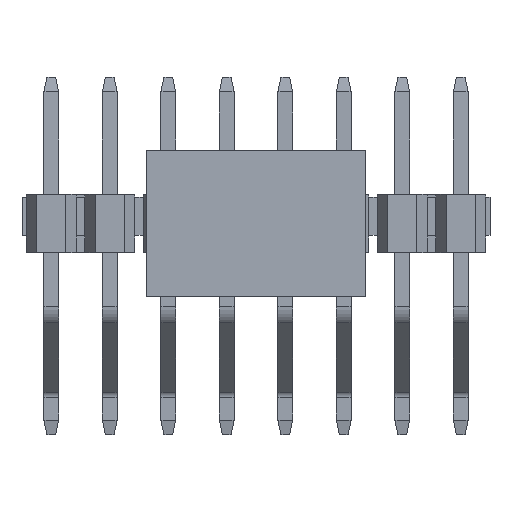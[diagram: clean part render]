
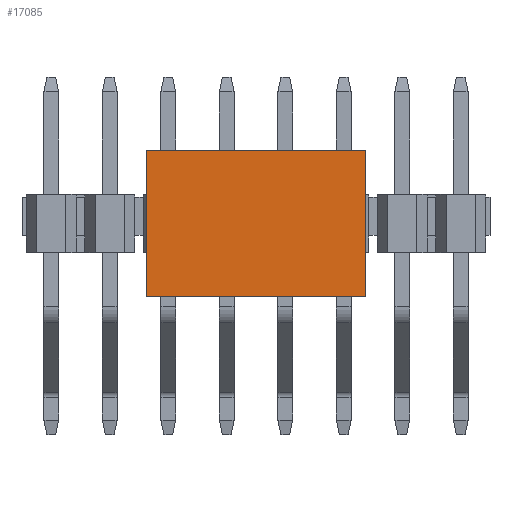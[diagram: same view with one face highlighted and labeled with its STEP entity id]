
A CAD part, top view. The second image highlights one B-rep face of the part: STEP entity #17085.
In plain terms, the highlighted planar face has unit normal (0, 0, 1).
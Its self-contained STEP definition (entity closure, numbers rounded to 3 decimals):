
#2040=ORIENTED_EDGE('',*,*,#4778,.T.);
#2041=ORIENTED_EDGE('',*,*,#4802,.F.);
#2042=ORIENTED_EDGE('',*,*,#4784,.F.);
#2043=ORIENTED_EDGE('',*,*,#4803,.T.);
#4778=EDGE_CURVE('',#6203,#6202,#7521,.T.);
#4784=EDGE_CURVE('',#6206,#6207,#7525,.T.);
#4802=EDGE_CURVE('',#6207,#6202,#7534,.T.);
#4803=EDGE_CURVE('',#6206,#6203,#7535,.T.);
#6202=VERTEX_POINT('',#23476);
#6203=VERTEX_POINT('',#23478);
#6206=VERTEX_POINT('',#23487);
#6207=VERTEX_POINT('',#23489);
#7521=LINE('',#23477,#9085);
#7525=LINE('',#23488,#9089);
#7534=LINE('',#23516,#9098);
#7535=LINE('',#23518,#9099);
#9085=VECTOR('',#19916,1000.);
#9089=VECTOR('',#19926,1000.);
#9098=VECTOR('',#19955,1000.);
#9099=VECTOR('',#19958,1000.);
#10130=EDGE_LOOP('',(#2040,#2041,#2042,#2043));
#10870=FACE_BOUND('',#10130,.T.);
#11558=PLANE('',#17852);
#17085=ADVANCED_FACE('',(#10870),#11558,.F.);
#17852=AXIS2_PLACEMENT_3D('',#23517,#19956,#19957);
#19916=DIRECTION('',(-1.,0.,0.));
#19926=DIRECTION('',(-1.,0.,0.));
#19955=DIRECTION('',(0.,1.,0.));
#19956=DIRECTION('',(0.,0.,-1.));
#19957=DIRECTION('',(-1.,0.,0.));
#19958=DIRECTION('',(0.,1.,0.));
#23476=CARTESIAN_POINT('',(-3.75,2.5,3.5));
#23477=CARTESIAN_POINT('',(3.75,2.5,3.5));
#23478=CARTESIAN_POINT('',(3.75,2.5,3.5));
#23487=CARTESIAN_POINT('',(3.75,-2.5,3.5));
#23488=CARTESIAN_POINT('',(3.75,-2.5,3.5));
#23489=CARTESIAN_POINT('',(-3.75,-2.5,3.5));
#23516=CARTESIAN_POINT('',(-3.75,-2.5,3.5));
#23517=CARTESIAN_POINT('',(3.75,-2.5,3.5));
#23518=CARTESIAN_POINT('',(3.75,-2.5,3.5));
